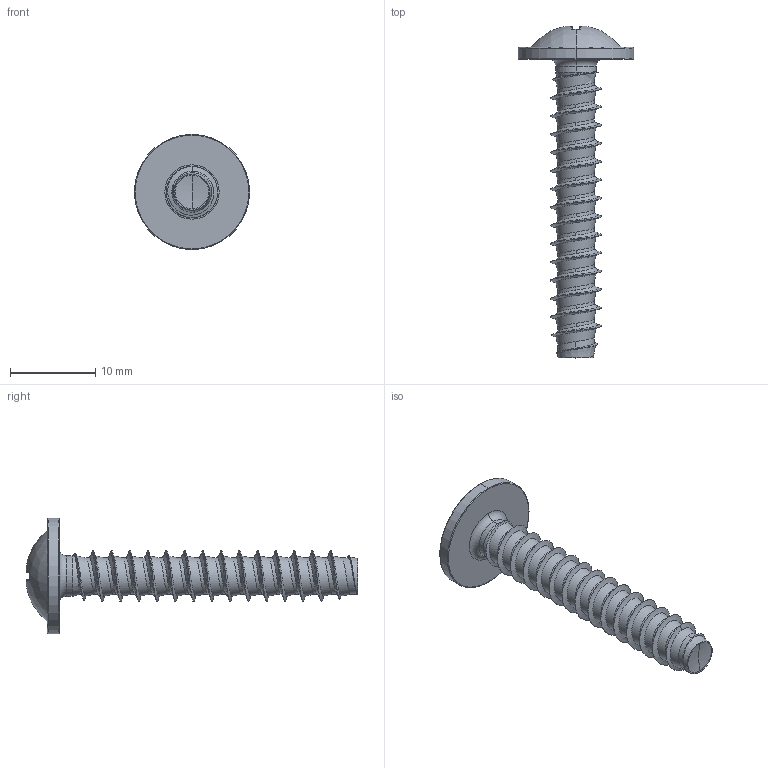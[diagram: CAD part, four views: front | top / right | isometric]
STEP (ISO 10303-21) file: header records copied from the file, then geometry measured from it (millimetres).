
FILE_DESCRIPTION (( 'STEP AP203' ), '1' );
FILE_NAME ('STP310600350.STEP', '2017-08-15T13:40:46', ( '' ), ( '' ), 'SwSTEP 2.0', 'SolidWorks 2015', '' );
FILE_SCHEMA (( 'CONFIG_CONTROL_DESIGN' ));
Products named in the file (1): STP310600350
Bounding box: 13.5 x 38.91 x 13.5 mm (x, y, z)
Volume: 894.2 mm3; surface area: 1155 mm2
Topology: 1 solids, 1 shells, 197 faces, 457 edges, 263 vertices
Faces by surface type: cylinder 57, bspline 51, torus 30, sphere 28, plane 23, cone 8
Entity records: 36143 total; most frequent: CARTESIAN_POINT 32053, ORIENTED_EDGE 910, DIRECTION 773, EDGE_CURVE 455, AXIS2_PLACEMENT_3D 342, VERTEX_POINT 263, EDGE_LOOP 200, FACE_OUTER_BOUND 197
